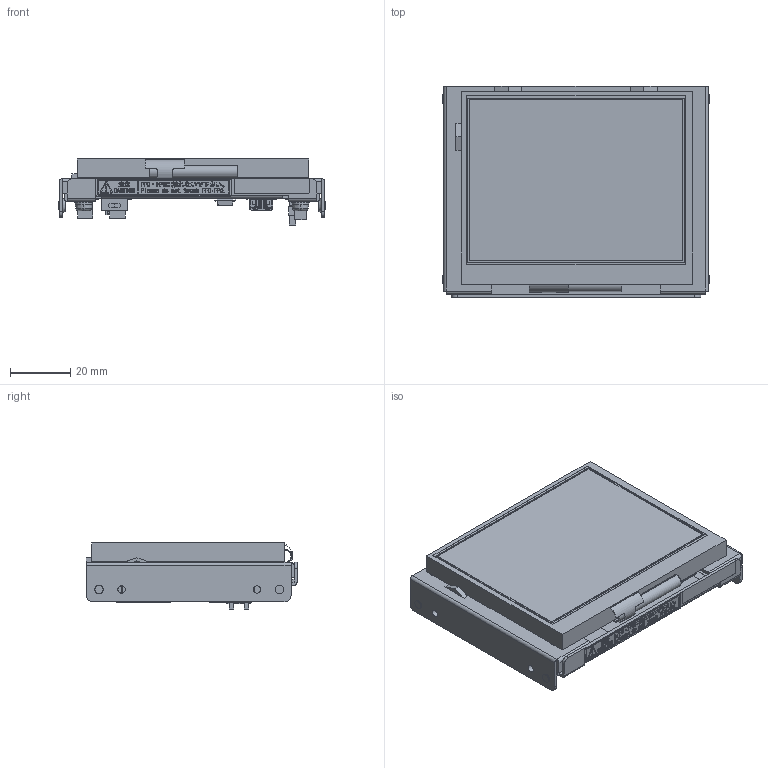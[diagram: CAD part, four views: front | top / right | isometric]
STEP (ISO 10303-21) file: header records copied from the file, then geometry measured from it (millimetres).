
FILE_DESCRIPTION(/* description */ (''),/* implementation_level */ '2;1');
FILE_NAME(/* name */ 'HP_IS731-3Q-D05.stp',/* time_stamp */ '2024-01-29T15:20:27+09:00',/* author */ ('KIKOU-CAD2'),/* organization */ (''),/* preprocessor_version */ 'ST-DEVELOPER v18.1',/* originating_system */ 'Autodesk Inventor 2020',/* authorisation */ '');
FILE_SCHEMA (('AUTOMOTIVE_DESIGN { 1 0 10303 214 3 1 1 }'));
Products named in the file (1): HP_IS731-3Q-D05
Bounding box: 89 x 70.2 x 21.96 mm (x, y, z)
Volume: 49510.3 mm3; surface area: 40560.6 mm2
Topology: 1 solids, 7 shells, 4178 faces, 11803 edges, 7721 vertices
Faces by surface type: plane 3049, cylinder 567, bspline 524, sphere 16, torus 12, cone 10
Full cylindrical faces by diameter (mm): 0.3 x1, 1.2 x2, 1.328 x1, 2.459 x8, 2.8 x4, 3.5 x4, 4 x2, 4.24 x4, 4.25 x4, 6.5 x4, 8 x4
Entity records: 137267 total; most frequent: CARTESIAN_POINT 31226, ORIENTED_EDGE 23606, DIRECTION 19259, EDGE_CURVE 11803, LINE 9405, VECTOR 9405, VERTEX_POINT 7721, AXIS2_PLACEMENT_3D 4927
